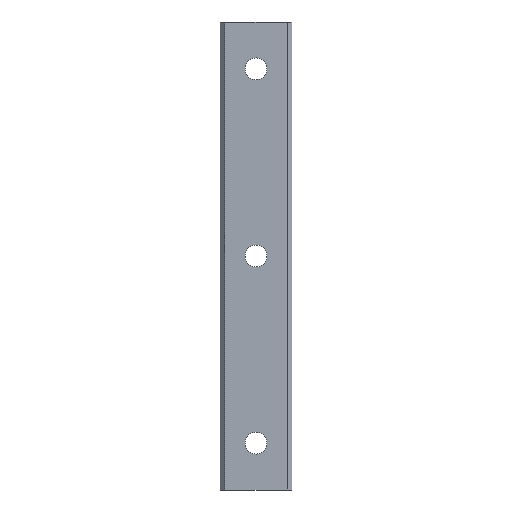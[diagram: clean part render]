
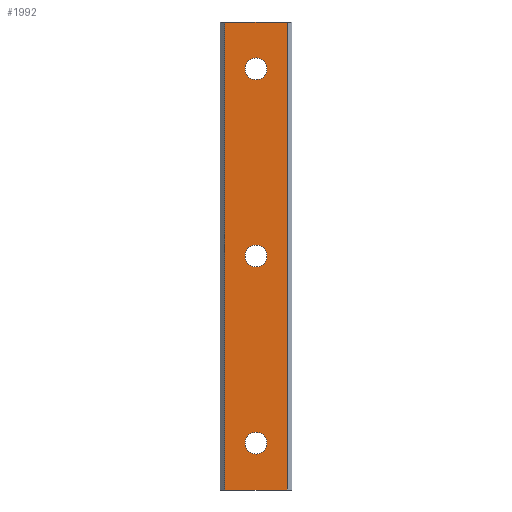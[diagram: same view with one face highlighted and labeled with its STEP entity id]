
A CAD part, front view. The second image highlights one B-rep face of the part: STEP entity #1992.
In plain terms, the highlighted planar face has unit normal (0, -1, 0).
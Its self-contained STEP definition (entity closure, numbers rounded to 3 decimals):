
#5 = VERTEX_POINT ( 'NONE', #559 ) ;
#42 = VERTEX_POINT ( 'NONE', #615 ) ;
#55 = EDGE_CURVE ( 'NONE', #5, #42, #614, .T. ) ;
#96 = VERTEX_POINT ( 'NONE', #642 ) ;
#113 = EDGE_CURVE ( 'NONE', #96, #119, #691, .T. ) ;
#119 = VERTEX_POINT ( 'NONE', #681 ) ;
#131 = EDGE_CURVE ( 'NONE', #42, #96, #666, .T. ) ;
#179 = VERTEX_POINT ( 'NONE', #779 ) ;
#180 = VERTEX_POINT ( 'NONE', #778 ) ;
#183 = EDGE_CURVE ( 'NONE', #180, #179, #773, .T. ) ;
#207 = VERTEX_POINT ( 'NONE', #846 ) ;
#211 = VERTEX_POINT ( 'NONE', #844 ) ;
#218 = EDGE_CURVE ( 'NONE', #211, #207, #839, .T. ) ;
#236 = VERTEX_POINT ( 'NONE', #867 ) ;
#237 = VERTEX_POINT ( 'NONE', #866 ) ;
#238 = EDGE_CURVE ( 'NONE', #236, #237, #865, .T. ) ;
#559 = CARTESIAN_POINT ( 'NONE',  ( 10., -22., -75. ) ) ;
#611 = DIRECTION ( 'NONE',  ( 0., 0., 1. ) ) ;
#612 = VECTOR ( 'NONE', #611, 1000. ) ;
#613 = CARTESIAN_POINT ( 'NONE',  ( 10., -22., -75. ) ) ;
#614 = LINE ( 'NONE', #613, #612 ) ;
#615 = CARTESIAN_POINT ( 'NONE',  ( 10., -22., 75. ) ) ;
#642 = CARTESIAN_POINT ( 'NONE',  ( -10., -22., 75. ) ) ;
#663 = DIRECTION ( 'NONE',  ( -1., 0., 0. ) ) ;
#664 = VECTOR ( 'NONE', #663, 1000. ) ;
#665 = CARTESIAN_POINT ( 'NONE',  ( -10., -22., 75. ) ) ;
#666 = LINE ( 'NONE', #665, #664 ) ;
#681 = CARTESIAN_POINT ( 'NONE',  ( -10., -22., -75. ) ) ;
#688 = DIRECTION ( 'NONE',  ( 0., 0., -1. ) ) ;
#689 = VECTOR ( 'NONE', #688, 1000. ) ;
#690 = CARTESIAN_POINT ( 'NONE',  ( -10., -22., -75. ) ) ;
#691 = LINE ( 'NONE', #690, #689 ) ;
#769 = DIRECTION ( 'NONE',  ( 0., 0., 1. ) ) ;
#770 = DIRECTION ( 'NONE',  ( 0., 1., 0. ) ) ;
#771 = CARTESIAN_POINT ( 'NONE',  ( 0., -22., 0. ) ) ;
#772 = AXIS2_PLACEMENT_3D ( 'NONE', #771, #770, #769 ) ;
#773 = CIRCLE ( 'NONE', #772, 3.5 ) ;
#778 = CARTESIAN_POINT ( 'NONE',  ( 0., -22., -3.5 ) ) ;
#779 = CARTESIAN_POINT ( 'NONE',  ( 0., -22., 3.5 ) ) ;
#835 = DIRECTION ( 'NONE',  ( 0., 0., 1. ) ) ;
#836 = DIRECTION ( 'NONE',  ( 0., 1., 0. ) ) ;
#837 = CARTESIAN_POINT ( 'NONE',  ( 0., -22., -60. ) ) ;
#838 = AXIS2_PLACEMENT_3D ( 'NONE', #837, #836, #835 ) ;
#839 = CIRCLE ( 'NONE', #838, 3.5 ) ;
#844 = CARTESIAN_POINT ( 'NONE',  ( 0., -22., -63.5 ) ) ;
#846 = CARTESIAN_POINT ( 'NONE',  ( 0., -22., -56.5 ) ) ;
#861 = DIRECTION ( 'NONE',  ( 0., 0., 1. ) ) ;
#862 = DIRECTION ( 'NONE',  ( 0., 1., 0. ) ) ;
#863 = CARTESIAN_POINT ( 'NONE',  ( 0., -22., 60. ) ) ;
#864 = AXIS2_PLACEMENT_3D ( 'NONE', #863, #862, #861 ) ;
#865 = CIRCLE ( 'NONE', #864, 3.5 ) ;
#866 = CARTESIAN_POINT ( 'NONE',  ( 0., -22., 63.5 ) ) ;
#867 = CARTESIAN_POINT ( 'NONE',  ( 0., -22., 56.5 ) ) ;
#1382 = ORIENTED_EDGE ( 'NONE', *, *, #1944, .T. ) ;
#1769 = CIRCLE ( 'NONE', #1829, 3.5 ) ;
#1772 = DIRECTION ( 'NONE',  ( 1., 0., 0. ) ) ;
#1773 = VECTOR ( 'NONE', #1772, 1000. ) ;
#1774 = CARTESIAN_POINT ( 'NONE',  ( -10., -22., -75. ) ) ;
#1775 = LINE ( 'NONE', #1774, #1773 ) ;
#1799 = PLANE ( 'NONE',  #1846 ) ;
#1800 = FACE_OUTER_BOUND ( 'NONE', #1978, .T. ) ;
#1801 = FACE_BOUND ( 'NONE', #1985, .T. ) ;
#1802 = FACE_BOUND ( 'NONE', #1988, .T. ) ;
#1803 = FACE_BOUND ( 'NONE', #1991, .T. ) ;
#1804 = DIRECTION ( 'NONE',  ( 0., 0., 1. ) ) ;
#1805 = DIRECTION ( 'NONE',  ( 0., 1., 0. ) ) ;
#1806 = CARTESIAN_POINT ( 'NONE',  ( 0., -22., -60. ) ) ;
#1807 = AXIS2_PLACEMENT_3D ( 'NONE', #1806, #1805, #1804 ) ;
#1808 = CIRCLE ( 'NONE', #1807, 3.5 ) ;
#1809 = DIRECTION ( 'NONE',  ( 0., 0., 1. ) ) ;
#1810 = DIRECTION ( 'NONE',  ( 0., 1., 0. ) ) ;
#1811 = AXIS2_PLACEMENT_3D ( 'NONE', #1817, #1810, #1809 ) ;
#1812 = CIRCLE ( 'NONE', #1811, 3.5 ) ;
#1817 = CARTESIAN_POINT ( 'NONE',  ( 0., -22., 60. ) ) ;
#1826 = DIRECTION ( 'NONE',  ( 0., 0., 1. ) ) ;
#1827 = DIRECTION ( 'NONE',  ( 0., 1., 0. ) ) ;
#1828 = CARTESIAN_POINT ( 'NONE',  ( 0., -22., 0. ) ) ;
#1829 = AXIS2_PLACEMENT_3D ( 'NONE', #1828, #1827, #1826 ) ;
#1843 = DIRECTION ( 'NONE',  ( 0., 0., -1. ) ) ;
#1844 = DIRECTION ( 'NONE',  ( 0., -1., 0. ) ) ;
#1845 = CARTESIAN_POINT ( 'NONE',  ( -10., -22., -75. ) ) ;
#1846 = AXIS2_PLACEMENT_3D ( 'NONE', #1845, #1844, #1843 ) ;
#1944 = EDGE_CURVE ( 'NONE', #119, #5, #1775, .T. ) ;
#1962 = EDGE_CURVE ( 'NONE', #179, #180, #1769, .T. ) ;
#1975 = EDGE_CURVE ( 'NONE', #237, #236, #1812, .T. ) ;
#1978 = EDGE_LOOP ( 'NONE', ( #1980, #1382, #1996, #1994 ) ) ;
#1980 = ORIENTED_EDGE ( 'NONE', *, *, #113, .T. ) ;
#1982 = EDGE_CURVE ( 'NONE', #207, #211, #1808, .T. ) ;
#1983 = ORIENTED_EDGE ( 'NONE', *, *, #183, .T. ) ;
#1984 = ORIENTED_EDGE ( 'NONE', *, *, #1962, .T. ) ;
#1985 = EDGE_LOOP ( 'NONE', ( #1984, #1983 ) ) ;
#1986 = ORIENTED_EDGE ( 'NONE', *, *, #218, .T. ) ;
#1987 = ORIENTED_EDGE ( 'NONE', *, *, #1982, .T. ) ;
#1988 = EDGE_LOOP ( 'NONE', ( #1987, #1986 ) ) ;
#1989 = ORIENTED_EDGE ( 'NONE', *, *, #238, .T. ) ;
#1990 = ORIENTED_EDGE ( 'NONE', *, *, #1975, .T. ) ;
#1991 = EDGE_LOOP ( 'NONE', ( #1990, #1989 ) ) ;
#1992 = ADVANCED_FACE ( 'NONE', ( #1803, #1802, #1801, #1800 ), #1799, .T. ) ;
#1994 = ORIENTED_EDGE ( 'NONE', *, *, #131, .T. ) ;
#1996 = ORIENTED_EDGE ( 'NONE', *, *, #55, .T. ) ;
